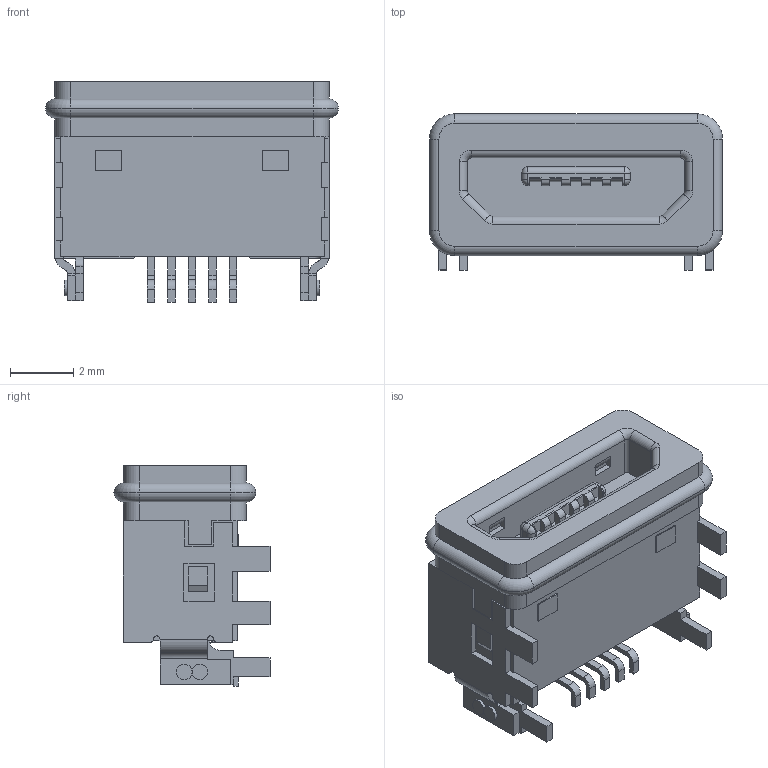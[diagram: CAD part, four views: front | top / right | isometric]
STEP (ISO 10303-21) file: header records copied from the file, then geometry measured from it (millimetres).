
FILE_DESCRIPTION (( 'STEP AP214' ), '1' );
FILE_NAME ('MOLEX-204926-1103.STEP', '2018-11-19T15:29:39', ( '' ), ( '' ), 'SwSTEP 2.0', 'SolidWorks 2018', '' );
FILE_SCHEMA (( 'AUTOMOTIVE_DESIGN' ));
Length unit declared in the file: millimetre
Products named in the file (1): MOLEX-204926-1103
Bounding box: 9.3 x 4.95 x 7 mm (x, y, z)
Volume: 167.8 mm3; surface area: 299.3 mm2
Topology: 1 solids, 3 shells, 396 faces, 1064 edges, 685 vertices
Faces by surface type: plane 265, cylinder 113, torus 14, sphere 4
Entity records: 14768 total; most frequent: CARTESIAN_POINT 2191, ORIENTED_EDGE 2120, DIRECTION 2080, EDGE_CURVE 1060, LINE 808, VECTOR 808, VERTEX_POINT 685, AXIS2_PLACEMENT_3D 636
